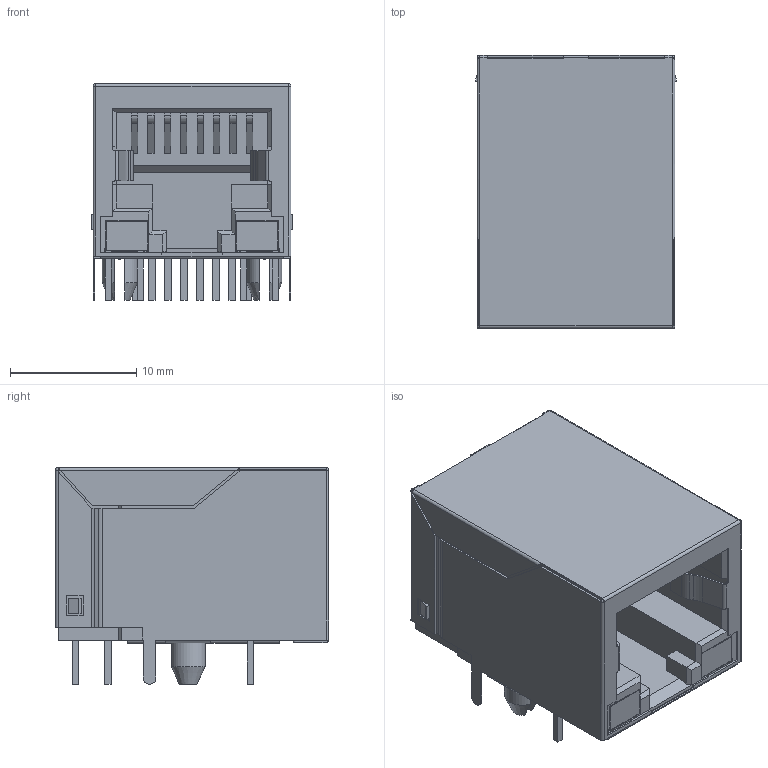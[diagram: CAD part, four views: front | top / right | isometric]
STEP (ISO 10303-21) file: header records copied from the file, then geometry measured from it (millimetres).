
FILE_DESCRIPTION((''),'2;1');
FILE_NAME('RJ45-TH_HR911105A','2022-12-01T10:14:53',('win'),(''),'CREO PARAMETRIC BY PTC INC, 2020033','CREO PARAMETRIC BY PTC INC, 2020033','');
FILE_SCHEMA(('AUTOMOTIVE_DESIGN { 1 0 10303 214 1 1 1 1 }'));
Length unit declared in the file: millimetre
Products named in the file (1): RJ45-TH_HR911105A
Bounding box: 15.87 x 21.6 x 17.14 mm (x, y, z)
Volume: 3251.4 mm3; surface area: 5338 mm2
Topology: 2 solids, 2 shells, 622 faces, 1707 edges, 1120 vertices
Faces by surface type: plane 455, cylinder 86, extrusion 73, cone 4, sphere 4
Entity records: 23619 total; most frequent: CARTESIAN_POINT 4454, ORIENTED_EDGE 3414, DIRECTION 2902, EDGE_CURVE 1707, VECTOR 1438, LINE 1365, VERTEX_POINT 1120, AXIS2_PLACEMENT_3D 732
